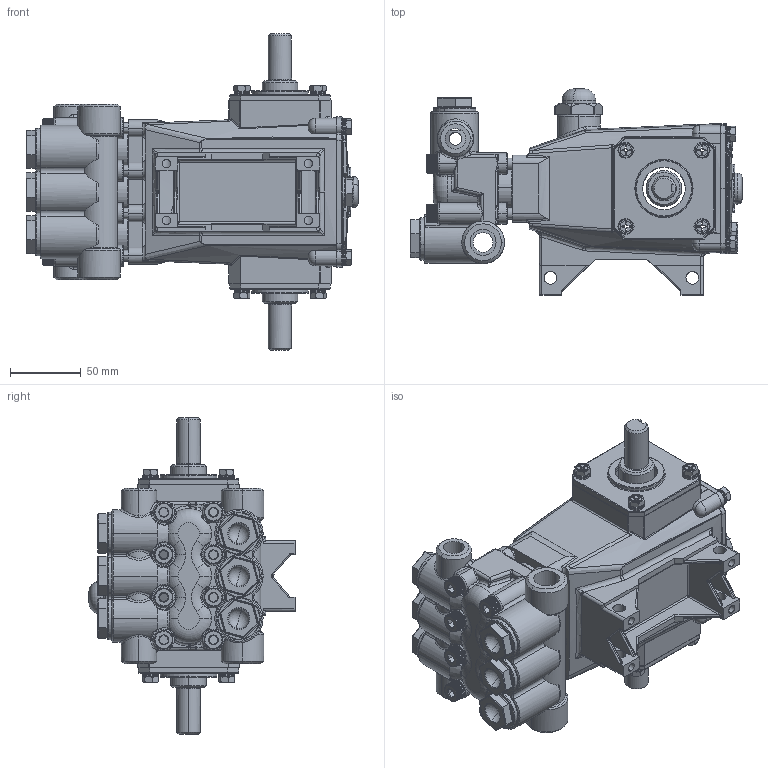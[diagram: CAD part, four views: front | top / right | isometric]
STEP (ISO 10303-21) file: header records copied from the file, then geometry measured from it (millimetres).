
FILE_DESCRIPTION (( 'STEP AP214' ), '1' );
FILE_NAME ('3CP1120.STEP', '2006-09-01T18:34:00', ( ' ' ), ( ' ' ), 'SwSTEP 2.0', 'SolidWorks 2006104', '' );
FILE_SCHEMA (( 'AUTOMOTIVE_DESIGN' ));
Length unit declared in the file: millimetre
Products named in the file (1): 3CP1120
Bounding box: 234 x 145.2 x 223 mm (x, y, z)
Surface area: 254916 mm2 (no closed solid volume)
Topology: 0 solids, 76 shells, 3428 faces, 13517 edges, 9431 vertices
Faces by surface type: cylinder 1407, plane 1112, bspline 403, torus 346, cone 148, sphere 12
Entity records: 309047 total; most frequent: CARTESIAN_POINT 170450, ORIENTED_EDGE 20927, DIRECTION 18253, EDGE_CURVE 13468, VERTEX_POINT 9431, AXIS2_PLACEMENT_3D 6811, B_SPLINE_CURVE_WITH_KNOTS 4693, VECTOR 4631
